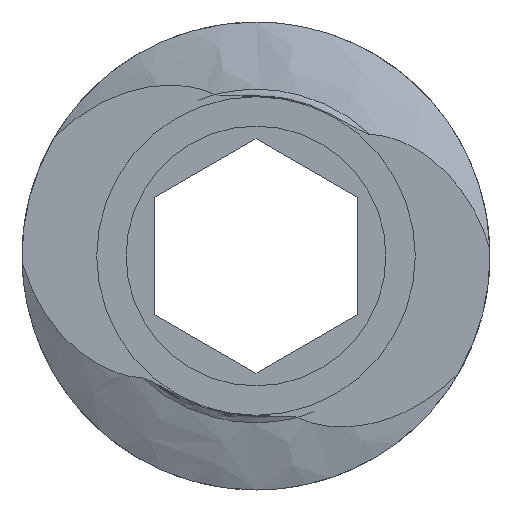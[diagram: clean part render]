
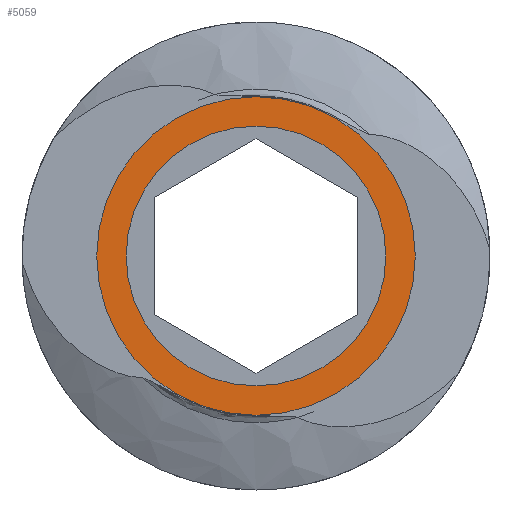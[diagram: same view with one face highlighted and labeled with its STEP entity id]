
A CAD part, left-side view. The second image highlights one B-rep face of the part: STEP entity #5059.
In plain terms, the highlighted planar face has unit normal (-1, 0, 0).
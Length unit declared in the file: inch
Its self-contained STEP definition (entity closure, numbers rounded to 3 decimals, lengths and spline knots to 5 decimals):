
#77 = EDGE_LOOP ( 'NONE', ( #4487, #4698 ) ) ;
#217 = DIRECTION ( 'NONE',  ( 0., 0., -1. ) ) ;
#322 = EDGE_LOOP ( 'NONE', ( #5109, #2993 ) ) ;
#492 = AXIS2_PLACEMENT_3D ( 'NONE', #4832, #988, #5488 ) ;
#610 = DIRECTION ( 'NONE',  ( -1., 0., 0. ) ) ;
#690 = EDGE_CURVE ( 'NONE', #7367, #6421, #4587, .T. ) ;
#790 = CARTESIAN_POINT ( 'NONE',  ( 0., 0., 0. ) ) ;
#947 = CARTESIAN_POINT ( 'NONE',  ( 0., 0., 0.3925 ) ) ;
#988 = DIRECTION ( 'NONE',  ( 1., 0., 0. ) ) ;
#1438 = DIRECTION ( 'NONE',  ( 0., 0., 1. ) ) ;
#1709 = FACE_OUTER_BOUND ( 'NONE', #77, .T. ) ;
#2310 = CARTESIAN_POINT ( 'NONE',  ( 0., 0., 0.32 ) ) ;
#2414 = FACE_BOUND ( 'NONE', #322, .T. ) ;
#2993 = ORIENTED_EDGE ( 'NONE', *, *, #6518, .F. ) ;
#3019 = CIRCLE ( 'NONE', #5446, 0.32 ) ;
#3214 = CIRCLE ( 'NONE', #492, 0.3925 ) ;
#3566 = DIRECTION ( 'NONE',  ( 0., 0., -1. ) ) ;
#4041 = PLANE ( 'NONE',  #6373 ) ;
#4435 = CARTESIAN_POINT ( 'NONE',  ( 0., 0., 0. ) ) ;
#4487 = ORIENTED_EDGE ( 'NONE', *, *, #690, .F. ) ;
#4587 = CIRCLE ( 'NONE', #7347, 0.3925 ) ;
#4698 = ORIENTED_EDGE ( 'NONE', *, *, #6045, .F. ) ;
#4832 = CARTESIAN_POINT ( 'NONE',  ( 0., 0., 0. ) ) ;
#5059 = ADVANCED_FACE ( 'NONE', ( #2414, #1709 ), #4041, .F. ) ;
#5107 = DIRECTION ( 'NONE',  ( 0., 0., 1. ) ) ;
#5109 = ORIENTED_EDGE ( 'NONE', *, *, #7588, .F. ) ;
#5290 = DIRECTION ( 'NONE',  ( -1., 0., 0. ) ) ;
#5446 = AXIS2_PLACEMENT_3D ( 'NONE', #4435, #610, #5107 ) ;
#5488 = DIRECTION ( 'NONE',  ( 0., 0., -1. ) ) ;
#5641 = CIRCLE ( 'NONE', #7635, 0.32 ) ;
#5815 = VERTEX_POINT ( 'NONE', #6009 ) ;
#6009 = CARTESIAN_POINT ( 'NONE',  ( 0., 0., -0.32 ) ) ;
#6045 = EDGE_CURVE ( 'NONE', #6421, #7367, #3214, .T. ) ;
#6272 = VERTEX_POINT ( 'NONE', #2310 ) ;
#6373 = AXIS2_PLACEMENT_3D ( 'NONE', #7284, #6636, #217 ) ;
#6421 = VERTEX_POINT ( 'NONE', #7724 ) ;
#6518 = EDGE_CURVE ( 'NONE', #5815, #6272, #5641, .T. ) ;
#6636 = DIRECTION ( 'NONE',  ( 1., 0., 0. ) ) ;
#7284 = CARTESIAN_POINT ( 'NONE',  ( 0., 0., 0. ) ) ;
#7347 = AXIS2_PLACEMENT_3D ( 'NONE', #7487, #7366, #3566 ) ;
#7366 = DIRECTION ( 'NONE',  ( 1., 0., 0. ) ) ;
#7367 = VERTEX_POINT ( 'NONE', #947 ) ;
#7487 = CARTESIAN_POINT ( 'NONE',  ( 0., 0., 0. ) ) ;
#7588 = EDGE_CURVE ( 'NONE', #6272, #5815, #3019, .T. ) ;
#7635 = AXIS2_PLACEMENT_3D ( 'NONE', #790, #5290, #1438 ) ;
#7724 = CARTESIAN_POINT ( 'NONE',  ( 0., 0., -0.3925 ) ) ;
